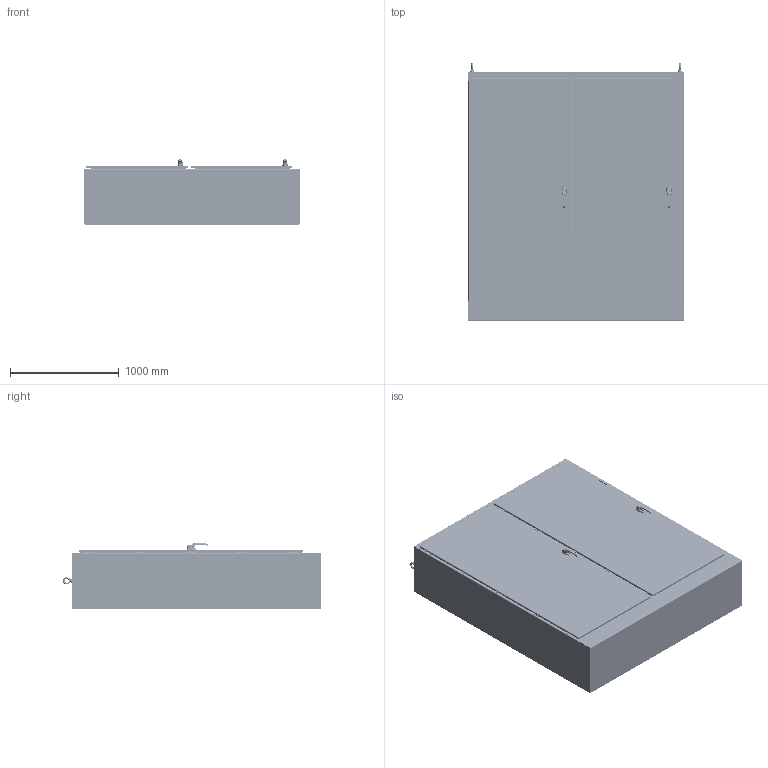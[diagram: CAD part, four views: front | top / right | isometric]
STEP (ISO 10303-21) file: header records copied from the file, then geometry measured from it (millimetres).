
FILE_DESCRIPTION(/* description */ ('WRD, N4/IP66, FS, DD, DISC., C.R.S., 90x77.75x20'),/* implementation_level */ '2;1');
FILE_NAME(/* name */ 'WRD90XM7720FSD4.stp',/* time_stamp */ '2021-03-23T07:45:05-05:00',/* author */ ('kadelman'),/* organization */ (''),/* preprocessor_version */ 'ST-DEVELOPER v18.1',/* originating_system */ 'Autodesk Inventor 2020',/* authorisation */ '');
FILE_SCHEMA (('AUTOMOTIVE_DESIGN { 1 0 10303 214 3 1 1 }'));
Products named in the file (124): WRD90XM7720FSD4; WRD90XM77FSD4FB; WRDXM7720FSD4TOP; WRDXM7720FSD4BTM; WRD90XM20FSD4RS; WRD90XM20FSD4LS; WRD90XMFSD4MR; HFW332010; HFW332010S; HFW12085; HFW388191; HFW332014; HFW332024; HFW332003; HFW332004; HFW332007; HFW332008; HFW332013; HFW332008S; WRD90XMFSD4RML; WRD90XMFSD4MLR; HFW303131; 31431; HFW332015; HFW332012; HFW332001; HFW332001-1; HFWS332001-2; 30234; 34932; HFW332011; HFW303132; HFW316407; FUN00129; 3062; 30221; 316298; HFW3025; 349132; HFW3878 ...
Assembly tree (241 placements, depth 5):
  WRD90XM7720FSD4
    WRD90XM77FSD4FB
    WRDXM7720FSD4TOP
    WRDXM7720FSD4BTM
    WRD90XM20FSD4RS
    WRD90XM20FSD4LS
    WRD90XMFSD4MR
      HFW332010
        HFW332010S
        HFW12085
        HFW388191
      HFW332014
      HFW332024
      HFW332012  x2
      HFW332015  x2
      HFW332003
      HFW332004
      HFW332007
      HFW332008
        HFW332013
        HFW332008S
      WRD90XMFSD4RML
      WRD90XMFSD4MLR
      HFW303131  x2
      31431  x6
      HFW332001
        HFW332001-1
        HFWS332001-2
      30234
      HFW3762
      34929
      34932
      34920  x5
      3905
      HFW332011  x2
    HFW303132  x2
    HFW316407  x2
    FUN00129
    3062  x2
    30221  x8
    316298  x2
    HFW3025  x2
    349132  x2
    HFW3878  x2
    WRD90XM77FSD4DR  x2
    34917  x4
      34917SP
      Compress Spring
        Compress Spring1
    37216  x4
    3881  x2
    HFW500002_B
      HFW309103
      HFW309100
        HFW309100S
        38874  x2
        HFW388167
      HFW309101
        HFW309101S
        38874
Bounding box: 1974.85 x 2368.49 x 599.39 mm (x, y, z)
Volume: 56772785.9 mm3; surface area: 39744323.8 mm2
Topology: 323 solids, 323 shells, 12314 faces, 32074 edges, 20508 vertices
Faces by surface type: plane 5169, cylinder 4092, bspline 1263, cone 808, torus 712, sphere 270
Full cylindrical faces by diameter (mm): 1.5 x4, 1.587 x1, 2 x1, 2.2 x1, 2.5 x2, 3 x5, 3.1 x4, 3.15 x2, 3.175 x2, 3.5 x6, 3.9 x2, 3.962 x6, 3.969 x8, 4 x1, 4.2 x4, 4.5 x4, 4.632 x220, 4.762 x1, 4.773 x4, 4.825 x35, 4.953 x20, 4.978 x5, 5 x11, 5.08 x20, 5.105 x79, 5.16 x40, 5.2 x1, 5.4 x6, 6 x10, 6.075 x56
Entity records: 230888 total; most frequent: CARTESIAN_POINT 116375, DIRECTION 23068, ORIENTED_EDGE 22874, EDGE_CURVE 11437, AXIS2_PLACEMENT_3D 8842, VERTEX_POINT 7129, LINE 5384, VECTOR 5384
